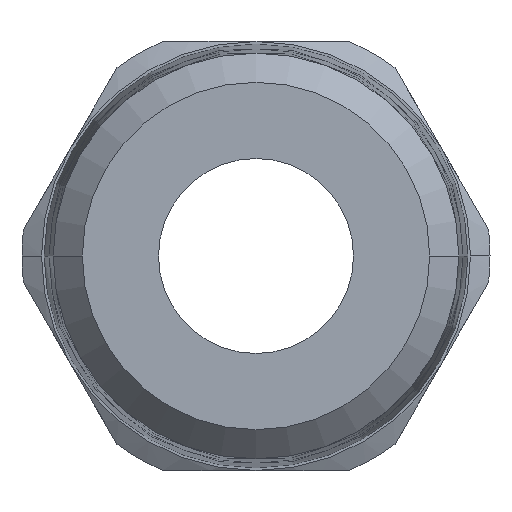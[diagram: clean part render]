
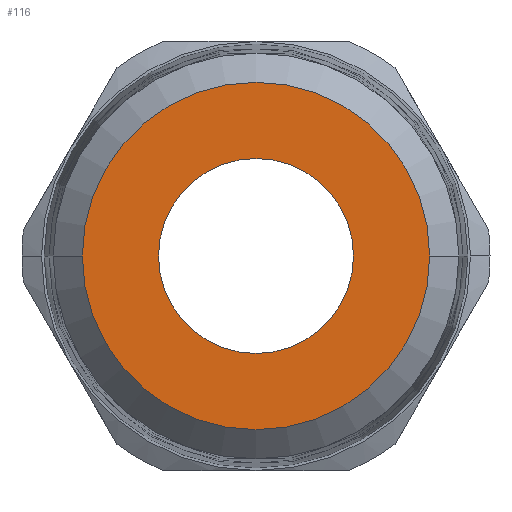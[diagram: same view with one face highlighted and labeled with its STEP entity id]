
A CAD part, front view. The second image highlights one B-rep face of the part: STEP entity #116.
In plain terms, the highlighted planar face has unit normal (0, -1, 0).
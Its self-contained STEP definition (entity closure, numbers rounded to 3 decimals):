
#116=ADVANCED_FACE('',(#292,#293),#294,.T.);
#292=FACE_BOUND('',#504,.T.);
#293=FACE_OUTER_BOUND('',#505,.T.);
#294=PLANE('',#506);
#504=EDGE_LOOP('',(#1112,#1113));
#505=EDGE_LOOP('',(#1114,#1115));
#506=AXIS2_PLACEMENT_3D('',#1116,#1117,#1118);
#1112=ORIENTED_EDGE('',*,*,#1454,.T.);
#1113=ORIENTED_EDGE('',*,*,#1566,.T.);
#1114=ORIENTED_EDGE('',*,*,#1443,.F.);
#1115=ORIENTED_EDGE('',*,*,#1574,.F.);
#1116=CARTESIAN_POINT('',(4.454,-41.192,0.0));
#1117=DIRECTION('',(-0.0,-1.0,-0.0));
#1118=DIRECTION('',(-1.0,0.0,0.0));
#1443=EDGE_CURVE('',#1746,#1749,#1750,.T.);
#1454=EDGE_CURVE('',#1770,#1767,#1771,.T.);
#1566=EDGE_CURVE('',#1767,#1770,#1952,.T.);
#1574=EDGE_CURVE('',#1749,#1746,#1962,.T.);
#1746=VERTEX_POINT('',#2210);
#1749=VERTEX_POINT('',#2214);
#1750=CIRCLE('',#2215,8.907);
#1767=VERTEX_POINT('',#2237);
#1770=VERTEX_POINT('',#2241);
#1771=CIRCLE('',#2242,5.0);
#1952=CIRCLE('',#2848,5.0);
#1962=CIRCLE('',#2858,8.907);
#2210=CARTESIAN_POINT('',(8.907,-41.192,0.0));
#2214=CARTESIAN_POINT('',(-8.907,-41.192,0.));
#2215=AXIS2_PLACEMENT_3D('',#3101,#3102,#3103);
#2237=CARTESIAN_POINT('',(5.0,-41.192,0.));
#2241=CARTESIAN_POINT('',(-5.0,-41.192,0.));
#2242=AXIS2_PLACEMENT_3D('',#3122,#3123,#3124);
#2848=AXIS2_PLACEMENT_3D('',#3272,#3273,#3274);
#2858=AXIS2_PLACEMENT_3D('',#3296,#3297,#3298);
#3101=CARTESIAN_POINT('',(0.0,-41.192,0.0));
#3102=DIRECTION('',(-0.0,1.0,0.0));
#3103=DIRECTION('',(1.0,0.0,0.0));
#3122=CARTESIAN_POINT('',(0.0,-41.192,0.0));
#3123=DIRECTION('',(-0.0,1.0,0.0));
#3124=DIRECTION('',(1.0,0.0,0.0));
#3272=CARTESIAN_POINT('',(0.0,-41.192,0.0));
#3273=DIRECTION('',(-0.0,1.0,0.0));
#3274=DIRECTION('',(1.0,0.0,0.0));
#3296=CARTESIAN_POINT('',(0.0,-41.192,0.0));
#3297=DIRECTION('',(-0.0,1.0,0.0));
#3298=DIRECTION('',(1.0,0.0,0.0));
